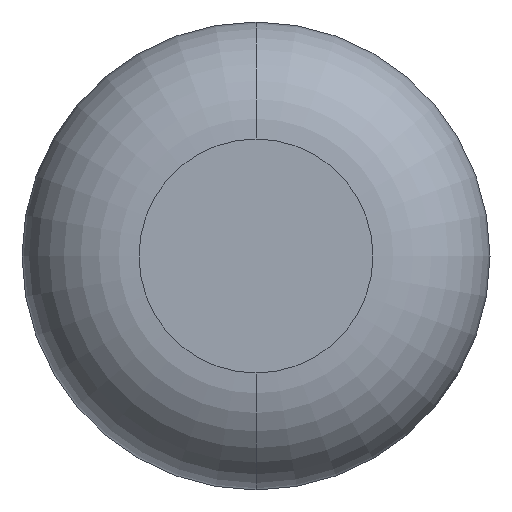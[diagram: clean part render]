
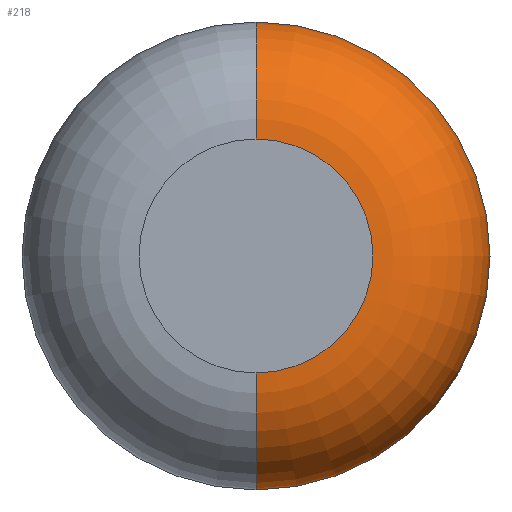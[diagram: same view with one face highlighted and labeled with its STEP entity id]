
A CAD part, front view. The second image highlights one B-rep face of the part: STEP entity #218.
In plain terms, the highlighted toroidal (fillet/blend) face has major radius 3.175 mm and minor radius 3.175 mm.
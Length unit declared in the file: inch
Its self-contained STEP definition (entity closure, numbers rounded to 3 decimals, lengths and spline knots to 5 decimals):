
#2 = CARTESIAN_POINT ( 'NONE',  ( 0., 0.125, 0. ) ) ;
#8 = CARTESIAN_POINT ( 'NONE',  ( 0., 0.125, 0.125 ) ) ;
#29 = TOROIDAL_SURFACE ( 'NONE', #300, 0.125, 0.125 ) ;
#44 = DIRECTION ( 'NONE',  ( 0., 0., -1. ) ) ;
#50 = DIRECTION ( 'NONE',  ( 0., 0., 1. ) ) ;
#51 = VERTEX_POINT ( 'NONE', #548 ) ;
#75 = FACE_OUTER_BOUND ( 'NONE', #91, .T. ) ;
#83 = AXIS2_PLACEMENT_3D ( 'NONE', #310, #385, #50 ) ;
#90 = CARTESIAN_POINT ( 'NONE',  ( 0., 0.125, -0.25 ) ) ;
#91 = EDGE_LOOP ( 'NONE', ( #383, #346, #225, #354 ) ) ;
#93 = DIRECTION ( 'NONE',  ( 0., 0., -1. ) ) ;
#99 = EDGE_CURVE ( 'NONE', #256, #426, #206, .T. ) ;
#122 = DIRECTION ( 'NONE',  ( 0., -1., 0. ) ) ;
#125 = AXIS2_PLACEMENT_3D ( 'NONE', #419, #147, #461 ) ;
#147 = DIRECTION ( 'NONE',  ( 0., -1., 0. ) ) ;
#173 = VERTEX_POINT ( 'NONE', #444 ) ;
#199 = AXIS2_PLACEMENT_3D ( 'NONE', #8, #484, #93 ) ;
#206 = CIRCLE ( 'NONE', #394, 0.25 ) ;
#218 = ADVANCED_FACE ( 'NONE', ( #75 ), #29, .T. ) ;
#225 = ORIENTED_EDGE ( 'NONE', *, *, #544, .F. ) ;
#256 = VERTEX_POINT ( 'NONE', #90 ) ;
#270 = DIRECTION ( 'NONE',  ( 0., -1., 0. ) ) ;
#291 = EDGE_CURVE ( 'NONE', #256, #173, #368, .T. ) ;
#300 = AXIS2_PLACEMENT_3D ( 'NONE', #364, #270, #494 ) ;
#309 = EDGE_CURVE ( 'NONE', #426, #51, #408, .T. ) ;
#310 = CARTESIAN_POINT ( 'NONE',  ( 0., 0.125, -0.125 ) ) ;
#346 = ORIENTED_EDGE ( 'NONE', *, *, #309, .T. ) ;
#354 = ORIENTED_EDGE ( 'NONE', *, *, #291, .F. ) ;
#364 = CARTESIAN_POINT ( 'NONE',  ( 0., 0.125, 0. ) ) ;
#368 = CIRCLE ( 'NONE', #83, 0.125 ) ;
#383 = ORIENTED_EDGE ( 'NONE', *, *, #99, .T. ) ;
#385 = DIRECTION ( 'NONE',  ( -1., 0., 0. ) ) ;
#394 = AXIS2_PLACEMENT_3D ( 'NONE', #2, #122, #44 ) ;
#408 = CIRCLE ( 'NONE', #199, 0.125 ) ;
#419 = CARTESIAN_POINT ( 'NONE',  ( 0., 0., 0. ) ) ;
#426 = VERTEX_POINT ( 'NONE', #528 ) ;
#444 = CARTESIAN_POINT ( 'NONE',  ( 0., 0., -0.125 ) ) ;
#461 = DIRECTION ( 'NONE',  ( 0., 0., -1. ) ) ;
#484 = DIRECTION ( 'NONE',  ( 1., 0., 0. ) ) ;
#494 = DIRECTION ( 'NONE',  ( 0., 0., -1. ) ) ;
#528 = CARTESIAN_POINT ( 'NONE',  ( 0., 0.125, 0.25 ) ) ;
#540 = CIRCLE ( 'NONE', #125, 0.125 ) ;
#544 = EDGE_CURVE ( 'NONE', #173, #51, #540, .T. ) ;
#548 = CARTESIAN_POINT ( 'NONE',  ( 0., 0., 0.125 ) ) ;
